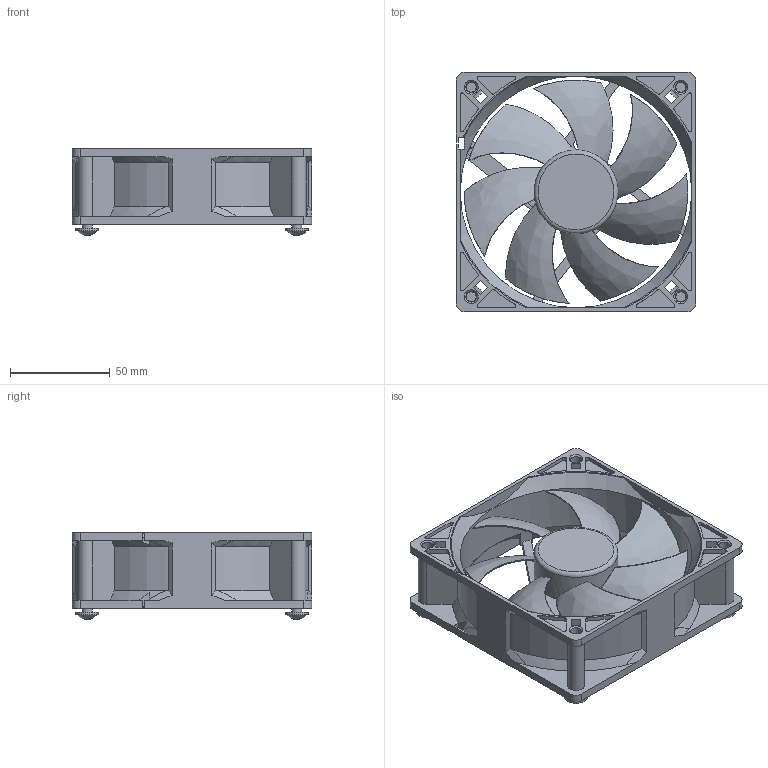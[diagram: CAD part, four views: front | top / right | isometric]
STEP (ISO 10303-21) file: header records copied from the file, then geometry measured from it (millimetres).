
FILE_DESCRIPTION(('FreeCAD Model'),'2;1');
FILE_NAME('Open CASCADE Shape Model','2023-10-07T07:17:58',(''),(''), 'Open CASCADE STEP processor 7.6','FreeCAD','Unknown');
FILE_SCHEMA(('AUTOMOTIVE_DESIGN { 1 0 10303 214 1 1 1 1 }'));
Length unit declared in the file: millimetre
Products named in the file (6): Fan_120x120xN; Propeller; Screws; LabelString; Label; Frame
Assembly tree (5 placements, depth 2):
  Fan_120x120xN
    Propeller
    Screws
    LabelString
    Label
    Frame
Bounding box: 120 x 120 x 43.47 mm (x, y, z)
Volume: 81082 mm3; surface area: 81854.4 mm2
Topology: 13 solids, 13 shells, 696 faces, 1912 edges, 1258 vertices
Faces by surface type: plane 347, cylinder 115, bspline 84, cone 73, extrusion 60, revolution 12, sphere 4, torus 1
Full cylindrical faces by diameter (mm): 5 x4, 5.5 x4, 11.5 x4, 20 x1, 38.425 x1, 40 x1, 42 x1, 116 x1
Entity records: 25964 total; most frequent: CARTESIAN_POINT 8231, ORIENTED_EDGE 3816, DIRECTION 3449, EDGE_CURVE 1908, VERTEX_POINT 1258, AXIS2_PLACEMENT_3D 1219, VECTOR 999, LINE 939
